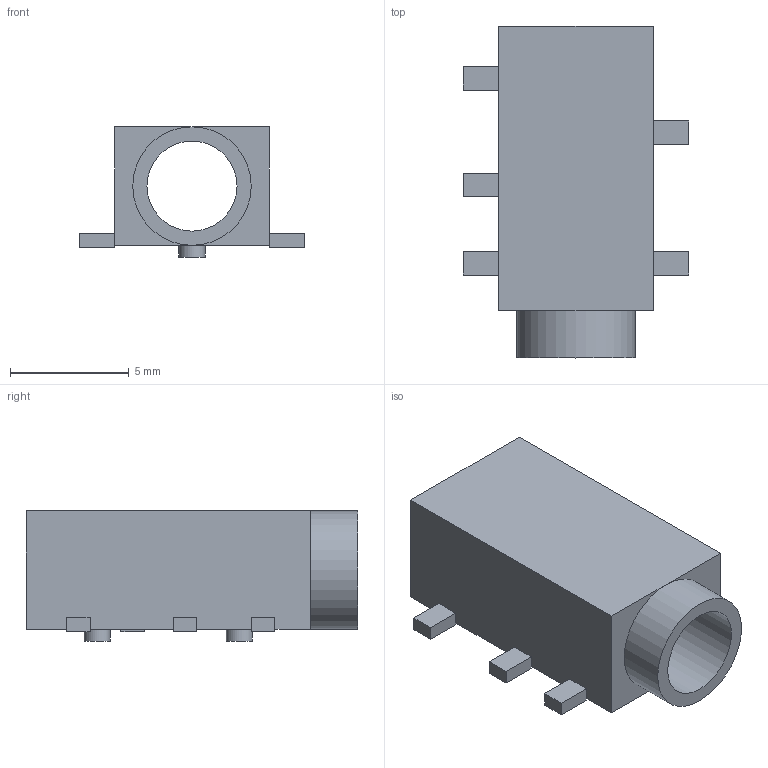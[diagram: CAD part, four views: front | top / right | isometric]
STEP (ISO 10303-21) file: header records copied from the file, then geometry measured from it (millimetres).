
FILE_DESCRIPTION(/* description */ (''),/* implementation_level */ '2;1');
FILE_NAME(/* name */ 'PJ-327F-5A v0.step',/* time_stamp */ '2022-02-05T14:35:02+08:00',/* author */ (''),/* organization */ (''),/* preprocessor_version */ 'ST-DEVELOPER v18.1',/* originating_system */ 'Autodesk Translation Framework v10.13.0.1454',/* authorisation */ '');
FILE_SCHEMA (('AUTOMOTIVE_DESIGN { 1 0 10303 214 3 1 1 }'));
Length unit declared in the file: millimetre
Products named in the file (1): PJ-327F-5A
Bounding box: 9.5 x 14 x 5.5 mm (x, y, z)
Volume: 275.9 mm3; surface area: 545.3 mm2
Topology: 1 solids, 1 shells, 44 faces, 108 edges, 68 vertices
Faces by surface type: plane 40, cylinder 4
Full cylindrical faces by diameter (mm): 1.1 x2, 3.8 x1, 5 x1
Entity records: 1303 total; most frequent: CARTESIAN_POINT 221, ORIENTED_EDGE 216, DIRECTION 208, EDGE_CURVE 108, LINE 98, VECTOR 98, VERTEX_POINT 68, AXIS2_PLACEMENT_3D 55
